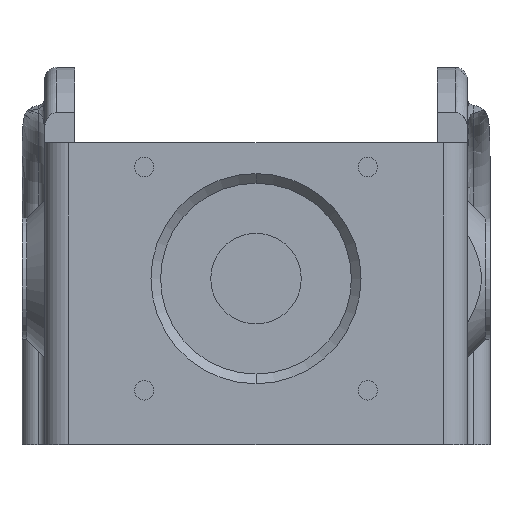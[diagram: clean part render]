
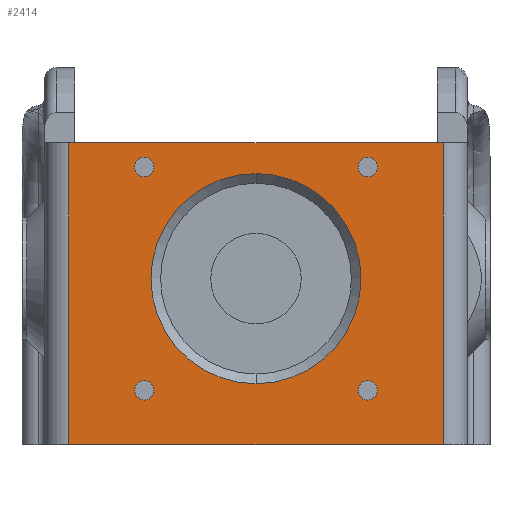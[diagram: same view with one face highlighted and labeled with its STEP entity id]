
A CAD part, left-side view. The second image highlights one B-rep face of the part: STEP entity #2414.
In plain terms, the highlighted planar face has unit normal (-1, 0, 0).
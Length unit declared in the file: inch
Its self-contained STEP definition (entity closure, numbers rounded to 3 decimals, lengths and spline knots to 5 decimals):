
#214 = CARTESIAN_POINT ( 'NONE',  ( 0.035, -3.3, 2.5 ) ) ;
#329 = FACE_BOUND ( 'NONE', #3530, .T. ) ;
#432 = DIRECTION ( 'NONE',  ( 0., 1., 0. ) ) ;
#593 = FACE_BOUND ( 'NONE', #9227, .T. ) ;
#830 = VECTOR ( 'NONE', #3361, 39.37008 ) ;
#1065 = VERTEX_POINT ( 'NONE', #4357 ) ;
#1153 = CARTESIAN_POINT ( 'NONE',  ( 0.035, -1.75, 0.505 ) ) ;
#1426 = DIRECTION ( 'NONE',  ( 1., 0., 0. ) ) ;
#1585 = CARTESIAN_POINT ( 'NONE',  ( 0.035, -2.675, 0.45 ) ) ;
#1604 = DIRECTION ( 'NONE',  ( 1., 0., 0. ) ) ;
#1774 = PLANE ( 'NONE',  #8636 ) ;
#1840 = AXIS2_PLACEMENT_3D ( 'NONE', #1585, #7764, #2492 ) ;
#1954 = CARTESIAN_POINT ( 'NONE',  ( 0.035, -2.675, 2.3 ) ) ;
#2021 = AXIS2_PLACEMENT_3D ( 'NONE', #3299, #9457, #4185 ) ;
#2115 = CARTESIAN_POINT ( 'NONE',  ( 0.035, -0.745, 2.3 ) ) ;
#2175 = DIRECTION ( 'NONE',  ( 0., 1., 0. ) ) ;
#2202 = ORIENTED_EDGE ( 'NONE', *, *, #8358, .T. ) ;
#2285 = ORIENTED_EDGE ( 'NONE', *, *, #6257, .T. ) ;
#2319 = VERTEX_POINT ( 'NONE', #8280 ) ;
#2414 = ADVANCED_FACE ( 'NONE', ( #593, #329, #10031, #9451, #7089, #7658 ), #1774, .F. ) ;
#2444 = VERTEX_POINT ( 'NONE', #7134 ) ;
#2477 = AXIS2_PLACEMENT_3D ( 'NONE', #1954, #8135, #2832 ) ;
#2492 = DIRECTION ( 'NONE',  ( 0., 1., 0. ) ) ;
#2642 = CARTESIAN_POINT ( 'NONE',  ( 0.035, -3.3, 0. ) ) ;
#2666 = DIRECTION ( 'NONE',  ( 1., 0., 0. ) ) ;
#2764 = DIRECTION ( 'NONE',  ( 1., 0., 0. ) ) ;
#2832 = DIRECTION ( 'NONE',  ( 0., 1., 0. ) ) ;
#2836 = EDGE_CURVE ( 'NONE', #7282, #4279, #7430, .T. ) ;
#2838 = ORIENTED_EDGE ( 'NONE', *, *, #10004, .T. ) ;
#2921 = CARTESIAN_POINT ( 'NONE',  ( 0.035, -0.745, 0.45 ) ) ;
#2971 = EDGE_CURVE ( 'NONE', #8557, #6296, #7786, .T. ) ;
#3014 = DIRECTION ( 'NONE',  ( 1., 0., 0. ) ) ;
#3207 = LINE ( 'NONE', #10434, #830 ) ;
#3234 = ORIENTED_EDGE ( 'NONE', *, *, #4588, .T. ) ;
#3299 = CARTESIAN_POINT ( 'NONE',  ( 0.035, -0.825, 0.45 ) ) ;
#3326 = ORIENTED_EDGE ( 'NONE', *, *, #7397, .F. ) ;
#3361 = DIRECTION ( 'NONE',  ( 0., 0., -1. ) ) ;
#3363 = EDGE_CURVE ( 'NONE', #3814, #7625, #4779, .T. ) ;
#3474 = ORIENTED_EDGE ( 'NONE', *, *, #9462, .T. ) ;
#3530 = EDGE_LOOP ( 'NONE', ( #11231, #3474 ) ) ;
#3571 = ORIENTED_EDGE ( 'NONE', *, *, #2971, .T. ) ;
#3575 = EDGE_LOOP ( 'NONE', ( #5467, #3234 ) ) ;
#3704 = AXIS2_PLACEMENT_3D ( 'NONE', #6869, #1604, #7781 ) ;
#3761 = DIRECTION ( 'NONE',  ( 0., 1., 0. ) ) ;
#3770 = DIRECTION ( 'NONE',  ( 1., 0., 0. ) ) ;
#3814 = VERTEX_POINT ( 'NONE', #2115 ) ;
#4185 = DIRECTION ( 'NONE',  ( 0., 1., 0. ) ) ;
#4200 = CARTESIAN_POINT ( 'NONE',  ( 0.035, -1.75, 1.375 ) ) ;
#4262 = CARTESIAN_POINT ( 'NONE',  ( 0.035, -2.755, 2.3 ) ) ;
#4279 = VERTEX_POINT ( 'NONE', #9770 ) ;
#4357 = CARTESIAN_POINT ( 'NONE',  ( 0.035, -1.75, 2.245 ) ) ;
#4588 = EDGE_CURVE ( 'NONE', #4279, #7282, #7205, .T. ) ;
#4713 = LINE ( 'NONE', #2642, #7037 ) ;
#4739 = AXIS2_PLACEMENT_3D ( 'NONE', #9043, #3770, #9958 ) ;
#4752 = VERTEX_POINT ( 'NONE', #9820 ) ;
#4779 = CIRCLE ( 'NONE', #5688, 0.08 ) ;
#4805 = AXIS2_PLACEMENT_3D ( 'NONE', #8060, #2764, #8942 ) ;
#5048 = LINE ( 'NONE', #9031, #7123 ) ;
#5072 = DIRECTION ( 'NONE',  ( 0., 1., 0. ) ) ;
#5140 = ORIENTED_EDGE ( 'NONE', *, *, #3363, .T. ) ;
#5467 = ORIENTED_EDGE ( 'NONE', *, *, #2836, .T. ) ;
#5688 = AXIS2_PLACEMENT_3D ( 'NONE', #6698, #1426, #7603 ) ;
#5700 = CARTESIAN_POINT ( 'NONE',  ( 0.035, 0., 2.5 ) ) ;
#5709 = DIRECTION ( 'NONE',  ( 1., 0., 0. ) ) ;
#5723 = EDGE_LOOP ( 'NONE', ( #5140, #9092 ) ) ;
#6257 = EDGE_CURVE ( 'NONE', #2444, #4752, #3207, .T. ) ;
#6296 = VERTEX_POINT ( 'NONE', #8723 ) ;
#6468 = LINE ( 'NONE', #5700, #6736 ) ;
#6529 = VERTEX_POINT ( 'NONE', #4262 ) ;
#6698 = CARTESIAN_POINT ( 'NONE',  ( 0.035, -0.825, 2.3 ) ) ;
#6730 = CARTESIAN_POINT ( 'NONE',  ( 0.035, -0.905, 2.3 ) ) ;
#6736 = VECTOR ( 'NONE', #2175, 39.37008 ) ;
#6869 = CARTESIAN_POINT ( 'NONE',  ( 0.035, -2.675, 2.3 ) ) ;
#6974 = ORIENTED_EDGE ( 'NONE', *, *, #8168, .T. ) ;
#7037 = VECTOR ( 'NONE', #8810, 39.37008 ) ;
#7089 = FACE_BOUND ( 'NONE', #5723, .T. ) ;
#7123 = VECTOR ( 'NONE', #3761, 39.37008 ) ;
#7134 = CARTESIAN_POINT ( 'NONE',  ( 0.035, -0.2, 2.5 ) ) ;
#7205 = CIRCLE ( 'NONE', #4739, 0.08 ) ;
#7282 = VERTEX_POINT ( 'NONE', #9776 ) ;
#7397 = EDGE_CURVE ( 'NONE', #9217, #4752, #5048, .T. ) ;
#7430 = CIRCLE ( 'NONE', #1840, 0.08 ) ;
#7568 = EDGE_LOOP ( 'NONE', ( #3571, #10134 ) ) ;
#7603 = DIRECTION ( 'NONE',  ( 0., 1., 0. ) ) ;
#7625 = VERTEX_POINT ( 'NONE', #6730 ) ;
#7658 = FACE_OUTER_BOUND ( 'NONE', #8035, .T. ) ;
#7691 = CARTESIAN_POINT ( 'NONE',  ( 0.035, -3.3, 0. ) ) ;
#7764 = DIRECTION ( 'NONE',  ( 1., 0., 0. ) ) ;
#7781 = DIRECTION ( 'NONE',  ( 0., 1., 0. ) ) ;
#7786 = CIRCLE ( 'NONE', #9160, 0.08 ) ;
#7857 = CIRCLE ( 'NONE', #3704, 0.08 ) ;
#7911 = CARTESIAN_POINT ( 'NONE',  ( 0.035, 0., 0. ) ) ;
#8035 = EDGE_LOOP ( 'NONE', ( #11261, #2285, #3326, #2838 ) ) ;
#8049 = CIRCLE ( 'NONE', #2021, 0.08 ) ;
#8060 = CARTESIAN_POINT ( 'NONE',  ( 0.035, -1.75, 1.375 ) ) ;
#8135 = DIRECTION ( 'NONE',  ( 1., 0., 0. ) ) ;
#8168 = EDGE_CURVE ( 'NONE', #10376, #1065, #9878, .T. ) ;
#8280 = CARTESIAN_POINT ( 'NONE',  ( 0.035, -2.595, 2.3 ) ) ;
#8312 = CARTESIAN_POINT ( 'NONE',  ( 0.035, -0.825, 0.45 ) ) ;
#8358 = EDGE_CURVE ( 'NONE', #1065, #10376, #10626, .T. ) ;
#8557 = VERTEX_POINT ( 'NONE', #2921 ) ;
#8636 = AXIS2_PLACEMENT_3D ( 'NONE', #7911, #2666, #8848 ) ;
#8723 = CARTESIAN_POINT ( 'NONE',  ( 0.035, -0.905, 0.45 ) ) ;
#8775 = EDGE_CURVE ( 'NONE', #6296, #8557, #8049, .T. ) ;
#8810 = DIRECTION ( 'NONE',  ( 0., 0., 1. ) ) ;
#8848 = DIRECTION ( 'NONE',  ( 0., 1., 0. ) ) ;
#8942 = DIRECTION ( 'NONE',  ( 0., 1., 0. ) ) ;
#9031 = CARTESIAN_POINT ( 'NONE',  ( 0.035, 0., 0. ) ) ;
#9043 = CARTESIAN_POINT ( 'NONE',  ( 0.035, -2.675, 0.45 ) ) ;
#9092 = ORIENTED_EDGE ( 'NONE', *, *, #9572, .T. ) ;
#9160 = AXIS2_PLACEMENT_3D ( 'NONE', #8312, #3014, #9180 ) ;
#9180 = DIRECTION ( 'NONE',  ( 0., 1., 0. ) ) ;
#9217 = VERTEX_POINT ( 'NONE', #7691 ) ;
#9227 = EDGE_LOOP ( 'NONE', ( #2202, #6974 ) ) ;
#9378 = CIRCLE ( 'NONE', #11144, 0.08 ) ;
#9451 = FACE_BOUND ( 'NONE', #7568, .T. ) ;
#9457 = DIRECTION ( 'NONE',  ( 1., 0., 0. ) ) ;
#9462 = EDGE_CURVE ( 'NONE', #6529, #2319, #7857, .T. ) ;
#9572 = EDGE_CURVE ( 'NONE', #7625, #3814, #9378, .T. ) ;
#9770 = CARTESIAN_POINT ( 'NONE',  ( 0.035, -2.755, 0.45 ) ) ;
#9776 = CARTESIAN_POINT ( 'NONE',  ( 0.035, -2.595, 0.45 ) ) ;
#9820 = CARTESIAN_POINT ( 'NONE',  ( 0.035, -0.2, 0. ) ) ;
#9878 = CIRCLE ( 'NONE', #10976, 0.87 ) ;
#9958 = DIRECTION ( 'NONE',  ( 0., 1., 0. ) ) ;
#10004 = EDGE_CURVE ( 'NONE', #9217, #11120, #4713, .T. ) ;
#10031 = FACE_BOUND ( 'NONE', #3575, .T. ) ;
#10134 = ORIENTED_EDGE ( 'NONE', *, *, #8775, .T. ) ;
#10376 = VERTEX_POINT ( 'NONE', #1153 ) ;
#10396 = DIRECTION ( 'NONE',  ( 1., 0., 0. ) ) ;
#10434 = CARTESIAN_POINT ( 'NONE',  ( 0.035, -0.2, 0. ) ) ;
#10626 = CIRCLE ( 'NONE', #4805, 0.87 ) ;
#10976 = AXIS2_PLACEMENT_3D ( 'NONE', #4200, #10396, #5072 ) ;
#11051 = CARTESIAN_POINT ( 'NONE',  ( 0.035, -0.825, 2.3 ) ) ;
#11120 = VERTEX_POINT ( 'NONE', #214 ) ;
#11144 = AXIS2_PLACEMENT_3D ( 'NONE', #11051, #5709, #432 ) ;
#11231 = ORIENTED_EDGE ( 'NONE', *, *, #11287, .T. ) ;
#11236 = EDGE_CURVE ( 'NONE', #11120, #2444, #6468, .T. ) ;
#11261 = ORIENTED_EDGE ( 'NONE', *, *, #11236, .T. ) ;
#11287 = EDGE_CURVE ( 'NONE', #2319, #6529, #11383, .T. ) ;
#11383 = CIRCLE ( 'NONE', #2477, 0.08 ) ;
